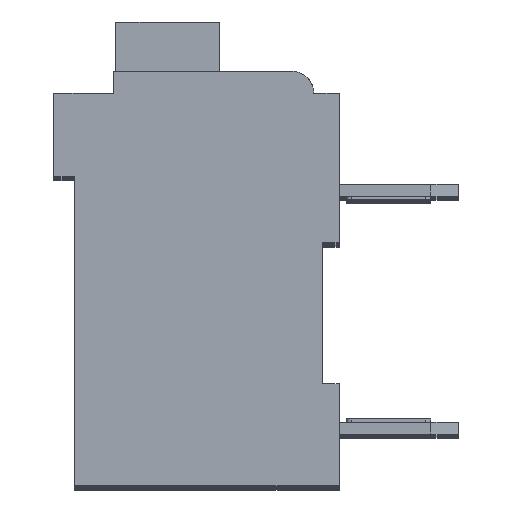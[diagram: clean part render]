
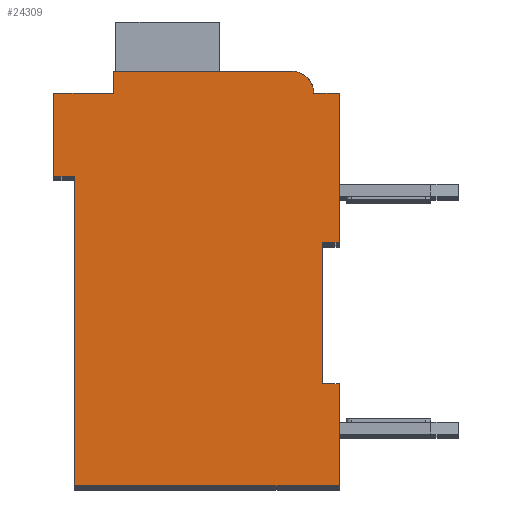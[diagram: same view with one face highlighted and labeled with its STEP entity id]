
A CAD part, top view. The second image highlights one B-rep face of the part: STEP entity #24309.
In plain terms, the highlighted planar face has unit normal (0, 0, 1).
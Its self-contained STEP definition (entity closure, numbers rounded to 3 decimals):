
#7470=DIRECTION('',(1.,0.,0.));
#7471=VECTOR('',#7470,0.5);
#7472=CARTESIAN_POINT('',(7.3,7.15,2.1));
#7473=LINE('',#7472,#7471);
#7474=DIRECTION('',(0.,1.,0.));
#7475=VECTOR('',#7474,4.15);
#7476=CARTESIAN_POINT('',(7.3,3.,2.1));
#7477=LINE('',#7476,#7475);
#7478=DIRECTION('',(-1.,0.,0.));
#7479=VECTOR('',#7478,0.5);
#7480=CARTESIAN_POINT('',(7.8,3.,2.1));
#7481=LINE('',#7480,#7479);
#7482=DIRECTION('',(0.,1.,0.));
#7483=VECTOR('',#7482,3.);
#7484=CARTESIAN_POINT('',(7.8,0.,2.1));
#7485=LINE('',#7484,#7483);
#7486=DIRECTION('',(1.,0.,0.));
#7487=VECTOR('',#7486,7.8);
#7488=CARTESIAN_POINT('',(0.,0.,2.1));
#7489=LINE('',#7488,#7487);
#7490=DIRECTION('',(0.,-1.,0.));
#7491=VECTOR('',#7490,9.1);
#7492=CARTESIAN_POINT('',(0.,9.1,2.1));
#7493=LINE('',#7492,#7491);
#7494=DIRECTION('',(1.,0.,0.));
#7495=VECTOR('',#7494,0.6);
#7496=CARTESIAN_POINT('',(-0.6,9.1,2.1));
#7497=LINE('',#7496,#7495);
#7498=DIRECTION('',(0.,-1.,0.));
#7499=VECTOR('',#7498,2.45);
#7500=CARTESIAN_POINT('',(-0.6,11.55,2.1));
#7501=LINE('',#7500,#7499);
#7502=DIRECTION('',(-1.,0.,0.));
#7503=VECTOR('',#7502,1.75);
#7504=CARTESIAN_POINT('',(1.15,11.55,2.1));
#7505=LINE('',#7504,#7503);
#7506=DIRECTION('',(0.,-1.,0.));
#7507=VECTOR('',#7506,0.65);
#7508=CARTESIAN_POINT('',(1.15,12.2,2.1));
#7509=LINE('',#7508,#7507);
#7510=DIRECTION('',(-1.,0.,0.));
#7511=VECTOR('',#7510,5.25);
#7512=CARTESIAN_POINT('',(6.4,12.2,2.1));
#7513=LINE('',#7512,#7511);
#7514=CARTESIAN_POINT('',(6.4,11.55,2.1));
#7515=DIRECTION('',(0.,0.,1.));
#7516=DIRECTION('',(1.,0.,0.));
#7517=AXIS2_PLACEMENT_3D('',#7514,#7515,#7516);
#7519=DIRECTION('',(-1.,0.,0.));
#7520=VECTOR('',#7519,0.75);
#7521=CARTESIAN_POINT('',(7.8,11.55,2.1));
#7522=LINE('',#7521,#7520);
#7523=DIRECTION('',(0.,1.,0.));
#7524=VECTOR('',#7523,4.4);
#7525=CARTESIAN_POINT('',(7.8,7.15,2.1));
#7526=LINE('',#7525,#7524);
#11909=CARTESIAN_POINT('',(7.3,7.15,2.1));
#11910=CARTESIAN_POINT('',(7.8,7.15,2.1));
#11911=VERTEX_POINT('',#11909);
#11912=VERTEX_POINT('',#11910);
#11913=CARTESIAN_POINT('',(7.8,11.55,2.1));
#11914=VERTEX_POINT('',#11913);
#11915=CARTESIAN_POINT('',(7.05,11.55,2.1));
#11916=VERTEX_POINT('',#11915);
#11917=CARTESIAN_POINT('',(6.4,12.2,2.1));
#11918=VERTEX_POINT('',#11917);
#11919=CARTESIAN_POINT('',(1.15,12.2,2.1));
#11920=VERTEX_POINT('',#11919);
#11921=CARTESIAN_POINT('',(1.15,11.55,2.1));
#11922=VERTEX_POINT('',#11921);
#11923=CARTESIAN_POINT('',(-0.6,11.55,2.1));
#11924=VERTEX_POINT('',#11923);
#11925=CARTESIAN_POINT('',(-0.6,9.1,2.1));
#11926=VERTEX_POINT('',#11925);
#11927=CARTESIAN_POINT('',(0.,9.1,2.1));
#11928=VERTEX_POINT('',#11927);
#11929=CARTESIAN_POINT('',(0.,0.,2.1));
#11930=VERTEX_POINT('',#11929);
#11931=CARTESIAN_POINT('',(7.8,0.,2.1));
#11932=VERTEX_POINT('',#11931);
#11933=CARTESIAN_POINT('',(7.8,3.,2.1));
#11934=VERTEX_POINT('',#11933);
#11935=CARTESIAN_POINT('',(7.3,3.,2.1));
#11936=VERTEX_POINT('',#11935);
#24288=CARTESIAN_POINT('',(0.,0.,2.1));
#24289=DIRECTION('',(0.,0.,1.));
#24290=DIRECTION('',(1.,0.,0.));
#24291=AXIS2_PLACEMENT_3D('',#24288,#24289,#24290);
#24292=PLANE('',#24291);
#24293=ORIENTED_EDGE('',*,*,#15690,.F.);
#24294=ORIENTED_EDGE('',*,*,#16262,.F.);
#24295=ORIENTED_EDGE('',*,*,#20512,.F.);
#24296=ORIENTED_EDGE('',*,*,#20807,.F.);
#24297=ORIENTED_EDGE('',*,*,#21154,.F.);
#24298=ORIENTED_EDGE('',*,*,#21660,.F.);
#24299=ORIENTED_EDGE('',*,*,#21824,.F.);
#24300=ORIENTED_EDGE('',*,*,#22155,.F.);
#24301=ORIENTED_EDGE('',*,*,#22533,.F.);
#24302=ORIENTED_EDGE('',*,*,#23088,.F.);
#24303=ORIENTED_EDGE('',*,*,#23520,.F.);
#24304=ORIENTED_EDGE('',*,*,#22584,.F.);
#24305=ORIENTED_EDGE('',*,*,#22929,.F.);
#24306=ORIENTED_EDGE('',*,*,#16157,.F.);
#24307=EDGE_LOOP('',(#24293,#24294,#24295,#24296,#24297,#24298,#24299,#24300,
#24301,#24302,#24303,#24304,#24305,#24306));
#24308=FACE_OUTER_BOUND('',#24307,.F.);
#7518=CIRCLE('',#7517,0.65);
#15690=EDGE_CURVE('',#11911,#11912,#7473,.T.);
#16157=EDGE_CURVE('',#11912,#11914,#7526,.T.);
#16262=EDGE_CURVE('',#11936,#11911,#7477,.T.);
#20512=EDGE_CURVE('',#11934,#11936,#7481,.T.);
#20807=EDGE_CURVE('',#11932,#11934,#7485,.T.);
#21154=EDGE_CURVE('',#11930,#11932,#7489,.T.);
#21660=EDGE_CURVE('',#11928,#11930,#7493,.T.);
#21824=EDGE_CURVE('',#11926,#11928,#7497,.T.);
#22155=EDGE_CURVE('',#11924,#11926,#7501,.T.);
#22533=EDGE_CURVE('',#11922,#11924,#7505,.T.);
#22584=EDGE_CURVE('',#11916,#11918,#7518,.T.);
#22929=EDGE_CURVE('',#11914,#11916,#7522,.T.);
#23088=EDGE_CURVE('',#11920,#11922,#7509,.T.);
#23520=EDGE_CURVE('',#11918,#11920,#7513,.T.);
#24309=ADVANCED_FACE('',(#24308),#24292,.T.);
